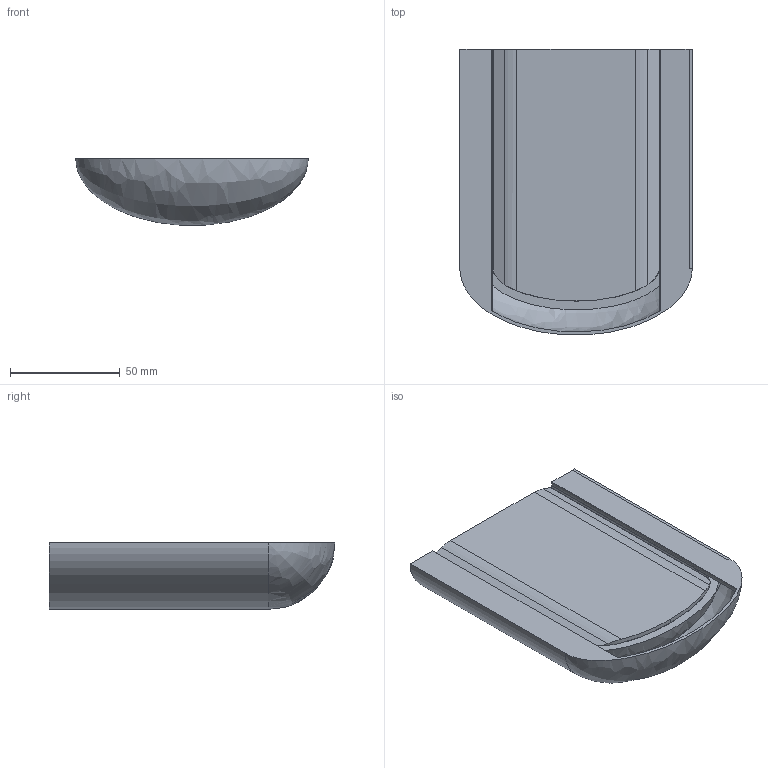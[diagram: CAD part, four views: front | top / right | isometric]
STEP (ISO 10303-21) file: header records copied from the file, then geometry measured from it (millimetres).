
FILE_DESCRIPTION(/* description */ (''),/* implementation_level */ '2;1');
FILE_NAME(/* name */ 'Essentials Carrier v6.stp',/* time_stamp */ '2025-09-12T00:16:33+02:00',/* author */ (''),/* organization */ (''),/* preprocessor_version */ 'ST-DEVELOPER v20.1',/* originating_system */ 'Autodesk Translation Framework v14.10.0.0',/* authorisation */ '');
FILE_SCHEMA (('AUTOMOTIVE_DESIGN { 1 0 10303 214 3 1 1 }'));
Length unit declared in the file: millimetre
Products named in the file (1): Essentials Carrier
Bounding box: 106 x 130.37 x 30.37 mm (x, y, z)
Volume: 90365.2 mm3; surface area: 82916.2 mm2
Topology: 3 solids, 3 shells, 48 faces, 120 edges, 76 vertices
Faces by surface type: plane 20, bspline 14, cylinder 12, cone 2
Entity records: 1696 total; most frequent: CARTESIAN_POINT 605, ORIENTED_EDGE 236, DIRECTION 201, EDGE_CURVE 118, VERTEX_POINT 76, AXIS2_PLACEMENT_3D 76, LINE 49, VECTOR 49
